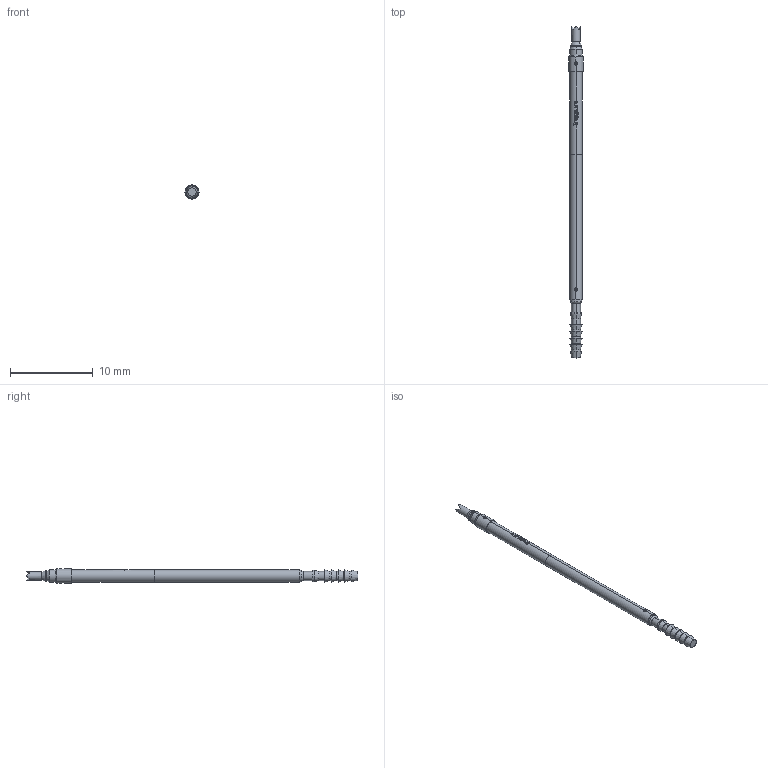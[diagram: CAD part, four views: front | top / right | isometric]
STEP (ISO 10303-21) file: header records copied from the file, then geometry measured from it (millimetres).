
FILE_DESCRIPTION (( 'STEP AP203' ), '1' );
FILE_NAME ('INGUN_PKS-171_204_100_A_xx02_A.STEP', '2021-10-19T09:22:01', ( 'ochi' ), ( '' ), 'SwSTEP 2.0', 'SolidWorks 2018', '' );
FILE_SCHEMA (( 'CONFIG_CONTROL_DESIGN' ));
Length unit declared in the file: millimetre
Products named in the file (1): INGUN_PKS-171_204_100_A_xx02_A
Bounding box: 1.7 x 40 x 1.7 mm (x, y, z)
Volume: 63.8 mm3; surface area: 186.4 mm2
Topology: 1 solids, 1 shells, 178 faces, 453 edges, 289 vertices
Faces by surface type: plane 62, cylinder 50, bspline 46, cone 20
Entity records: 6556 total; most frequent: CARTESIAN_POINT 2515, ORIENTED_EDGE 906, DIRECTION 713, EDGE_CURVE 453, VERTEX_POINT 289, AXIS2_PLACEMENT_3D 287, EDGE_LOOP 190, FACE_OUTER_BOUND 178
